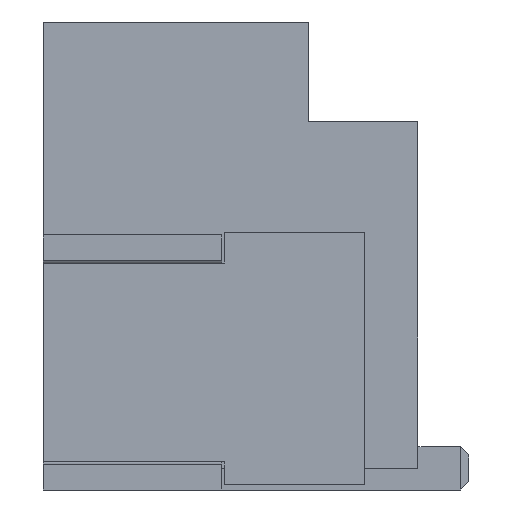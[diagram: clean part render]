
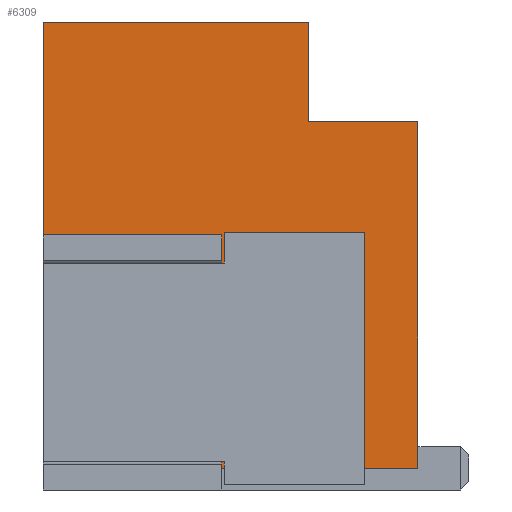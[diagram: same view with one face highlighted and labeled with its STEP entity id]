
A CAD part, left-side view. The second image highlights one B-rep face of the part: STEP entity #6309.
In plain terms, the highlighted planar face has unit normal (-1, 0, 0).
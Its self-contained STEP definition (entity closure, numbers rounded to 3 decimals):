
#664=ORIENTED_EDGE('',*,*,#2459,.F.);
#665=ORIENTED_EDGE('',*,*,#2371,.F.);
#666=ORIENTED_EDGE('',*,*,#2420,.F.);
#667=ORIENTED_EDGE('',*,*,#2452,.T.);
#668=ORIENTED_EDGE('',*,*,#2460,.T.);
#669=ORIENTED_EDGE('',*,*,#2409,.T.);
#670=ORIENTED_EDGE('',*,*,#2391,.T.);
#671=ORIENTED_EDGE('',*,*,#2373,.F.);
#672=ORIENTED_EDGE('',*,*,#2461,.T.);
#673=ORIENTED_EDGE('',*,*,#2462,.T.);
#2371=EDGE_CURVE('',#3288,#3289,#3908,.T.);
#2373=EDGE_CURVE('',#3290,#3291,#3910,.T.);
#2391=EDGE_CURVE('',#3307,#3291,#3928,.T.);
#2409=EDGE_CURVE('',#3324,#3307,#3946,.T.);
#2420=EDGE_CURVE('',#3334,#3288,#3957,.T.);
#2452=EDGE_CURVE('',#3334,#3357,#3989,.T.);
#2459=EDGE_CURVE('',#3289,#3361,#3996,.T.);
#2460=EDGE_CURVE('',#3357,#3324,#3997,.T.);
#2461=EDGE_CURVE('',#3290,#3362,#3998,.T.);
#2462=EDGE_CURVE('',#3362,#3361,#3999,.T.);
#3288=VERTEX_POINT('',#11172);
#3289=VERTEX_POINT('',#11174);
#3290=VERTEX_POINT('',#11176);
#3291=VERTEX_POINT('',#11178);
#3307=VERTEX_POINT('',#11215);
#3324=VERTEX_POINT('',#11253);
#3334=VERTEX_POINT('',#11274);
#3357=VERTEX_POINT('',#11332);
#3361=VERTEX_POINT('',#11347);
#3362=VERTEX_POINT('',#11350);
#3908=LINE('',#11173,#4559);
#3910=LINE('',#11177,#4561);
#3928=LINE('',#11214,#4579);
#3946=LINE('',#11252,#4597);
#3957=LINE('',#11275,#4608);
#3989=LINE('',#11333,#4640);
#3996=LINE('',#11346,#4647);
#3997=LINE('',#11348,#4648);
#3998=LINE('',#11349,#4649);
#3999=LINE('',#11351,#4650);
#4559=VECTOR('',#9746,1000.);
#4561=VECTOR('',#9748,1000.);
#4579=VECTOR('',#9772,1000.);
#4597=VECTOR('',#9796,1000.);
#4608=VECTOR('',#9809,1000.);
#4640=VECTOR('',#9847,1000.);
#4647=VECTOR('',#9860,1000.);
#4648=VECTOR('',#9861,1000.);
#4649=VECTOR('',#9862,1000.);
#4650=VECTOR('',#9863,1000.);
#5162=EDGE_LOOP('',(#664,#665,#666,#667,#668,#669,#670,#671,#672,#673));
#5569=FACE_BOUND('',#5162,.T.);
#5968=PLANE('',#9253);
#6309=ADVANCED_FACE('',(#5569),#5968,.T.);
#9253=AXIS2_PLACEMENT_3D('',#11345,#9858,#9859);
#9746=DIRECTION('',(0.,1.,0.));
#9748=DIRECTION('',(0.,1.,0.));
#9772=DIRECTION('',(0.,0.,-1.));
#9796=DIRECTION('',(0.,1.,0.));
#9809=DIRECTION('',(0.,0.,-1.));
#9847=DIRECTION('',(0.,1.,0.));
#9858=DIRECTION('',(-1.,0.,0.));
#9859=DIRECTION('',(0.,0.,1.));
#9860=DIRECTION('',(0.,0.,1.));
#9861=DIRECTION('',(0.,0.,1.));
#9862=DIRECTION('',(0.,0.,1.));
#9863=DIRECTION('',(0.,-1.,0.));
#11172=CARTESIAN_POINT('',(-4.827,-1.384,0.216));
#11173=CARTESIAN_POINT('',(-4.827,-1.384,0.216));
#11174=CARTESIAN_POINT('',(-4.827,-0.851,0.216));
#11176=CARTESIAN_POINT('',(-4.827,0.546,0.216));
#11177=CARTESIAN_POINT('',(-4.827,-1.384,0.216));
#11178=CARTESIAN_POINT('',(-4.827,2.349,0.216));
#11214=CARTESIAN_POINT('',(-4.827,2.349,1.588));
#11215=CARTESIAN_POINT('',(-4.827,2.349,4.661));
#11252=CARTESIAN_POINT('',(-4.827,-1.384,4.661));
#11253=CARTESIAN_POINT('',(-4.827,-0.292,4.661));
#11274=CARTESIAN_POINT('',(-4.827,-1.384,3.67));
#11275=CARTESIAN_POINT('',(-4.827,-1.384,1.588));
#11332=CARTESIAN_POINT('',(-4.827,-0.292,3.67));
#11333=CARTESIAN_POINT('',(-4.827,-1.384,3.67));
#11345=CARTESIAN_POINT('',(-4.827,-1.384,1.588));
#11346=CARTESIAN_POINT('',(-4.827,-0.851,0.055));
#11347=CARTESIAN_POINT('',(-4.827,-0.851,2.569));
#11348=CARTESIAN_POINT('',(-4.827,-0.292,3.67));
#11349=CARTESIAN_POINT('',(-4.827,0.546,0.055));
#11350=CARTESIAN_POINT('',(-4.827,0.546,2.569));
#11351=CARTESIAN_POINT('',(-4.827,0.546,2.569));
